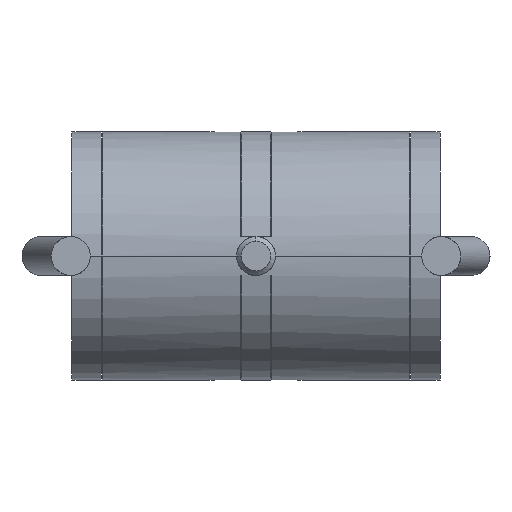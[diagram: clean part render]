
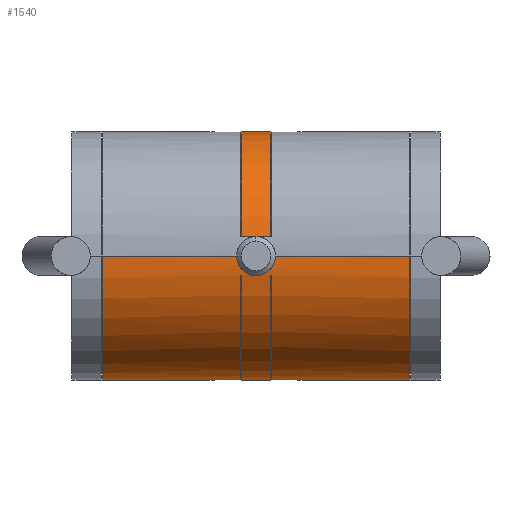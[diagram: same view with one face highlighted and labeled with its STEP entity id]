
A CAD part, left-side view. The second image highlights one B-rep face of the part: STEP entity #1540.
In plain terms, the highlighted cylindrical face has radius 2.55 mm (diameter 5.1 mm), a partial arc.
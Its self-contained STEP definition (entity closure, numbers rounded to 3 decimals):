
#126=DIRECTION('',(0.,-1.,0.));
#127=VECTOR('',#126,2.75);
#128=CARTESIAN_POINT('',(-2.55,3.15,0.));
#129=LINE('',#128,#127);
#135=DIRECTION('',(0.,-1.,0.));
#136=VECTOR('',#135,2.825);
#137=CARTESIAN_POINT('',(2.55,3.15,0.));
#138=LINE('',#137,#136);
#139=DIRECTION('',(0.,-1.,0.));
#140=VECTOR('',#139,2.75);
#141=CARTESIAN_POINT('',(-2.55,-0.4,0.));
#142=LINE('',#141,#140);
#148=DIRECTION('',(0.,-1.,0.));
#149=VECTOR('',#148,2.825);
#150=CARTESIAN_POINT('',(2.55,-0.325,0.));
#151=LINE('',#150,#149);
#169=CARTESIAN_POINT('',(0.,0.325,0.));
#170=DIRECTION('',(0.,-1.,0.));
#171=DIRECTION('',(-0.988,0.,-0.157));
#172=AXIS2_PLACEMENT_3D('',#169,#170,#171);
#214=DIRECTION('',(0.,1.,0.));
#215=VECTOR('',#214,0.025);
#216=CARTESIAN_POINT('',(-2.518,0.3,-0.4));
#217=LINE('',#216,#215);
#222=DIRECTION('',(0.,-1.,0.));
#223=VECTOR('',#222,0.025);
#224=CARTESIAN_POINT('',(-2.518,-0.3,-0.4));
#225=LINE('',#224,#223);
#274=CARTESIAN_POINT('',(0.,-0.3,0.));
#275=DIRECTION('',(0.,-1.,0.));
#276=DIRECTION('',(-0.988,0.,-0.157));
#277=AXIS2_PLACEMENT_3D('',#274,#275,#276);
#279=DIRECTION('',(0.,-1.,0.));
#280=VECTOR('',#279,0.3);
#281=CARTESIAN_POINT('',(-2.518,0.,0.4));
#282=LINE('',#281,#280);
#283=DIRECTION('',(0.,1.,0.));
#284=VECTOR('',#283,0.3);
#285=CARTESIAN_POINT('',(-2.518,0.,0.4));
#286=LINE('',#285,#284);
#287=CARTESIAN_POINT('',(0.,0.3,0.));
#288=DIRECTION('',(0.,1.,0.));
#289=DIRECTION('',(-0.988,0.,0.157));
#290=AXIS2_PLACEMENT_3D('',#287,#288,#289);
#292=CARTESIAN_POINT('',(0.,3.15,0.));
#293=DIRECTION('',(0.,-1.,0.));
#294=DIRECTION('',(-1.,0.,0.));
#295=AXIS2_PLACEMENT_3D('',#292,#293,#294);
#297=CARTESIAN_POINT('',(-2.55,0.4,0.));
#298=CARTESIAN_POINT('',(-2.55,0.4,-0.022));
#299=CARTESIAN_POINT('',(-2.549,0.396,
-0.066));
#300=CARTESIAN_POINT('',(-2.547,0.38,
-0.13));
#301=CARTESIAN_POINT('',(-2.543,0.354,
-0.191));
#302=CARTESIAN_POINT('',(-2.538,0.317,
-0.247));
#303=CARTESIAN_POINT('',(-2.533,0.272,
-0.296));
#304=CARTESIAN_POINT('',(-2.528,0.219,
-0.337));
#305=CARTESIAN_POINT('',(-2.523,0.161,
-0.368));
#306=CARTESIAN_POINT('',(-2.52,0.098,
-0.39));
#307=CARTESIAN_POINT('',(-2.518,0.033,
-0.4));
#308=CARTESIAN_POINT('',(-2.518,-0.033,
-0.4));
#309=CARTESIAN_POINT('',(-2.52,-0.098,
-0.39));
#310=CARTESIAN_POINT('',(-2.523,-0.161,
-0.368));
#311=CARTESIAN_POINT('',(-2.528,-0.219,
-0.337));
#312=CARTESIAN_POINT('',(-2.533,-0.272,
-0.296));
#313=CARTESIAN_POINT('',(-2.538,-0.317,
-0.247));
#314=CARTESIAN_POINT('',(-2.543,-0.354,
-0.191));
#315=CARTESIAN_POINT('',(-2.547,-0.38,
-0.13));
#316=CARTESIAN_POINT('',(-2.549,-0.396,
-0.066));
#317=CARTESIAN_POINT('',(-2.55,-0.4,-0.022));
#318=CARTESIAN_POINT('',(-2.55,-0.4,0.));
#320=CARTESIAN_POINT('',(0.,-0.325,0.));
#321=DIRECTION('',(0.,-1.,0.));
#322=DIRECTION('',(-0.988,0.,-0.157));
#323=AXIS2_PLACEMENT_3D('',#320,#321,#322);
#754=CARTESIAN_POINT('',(0.,-3.15,0.));
#755=DIRECTION('',(0.,-1.,0.));
#756=DIRECTION('',(-1.,0.,0.));
#757=AXIS2_PLACEMENT_3D('',#754,#755,#756);
#1028=CARTESIAN_POINT('',(2.55,-0.325,0.));
#1029=CARTESIAN_POINT('',(2.55,-3.15,0.));
#1030=VERTEX_POINT('',#1028);
#1031=VERTEX_POINT('',#1029);
#1048=CARTESIAN_POINT('',(2.55,3.15,0.));
#1049=CARTESIAN_POINT('',(2.55,0.325,0.));
#1050=VERTEX_POINT('',#1048);
#1051=VERTEX_POINT('',#1049);
#1060=CARTESIAN_POINT('',(-2.55,3.15,0.));
#1061=VERTEX_POINT('',#1060);
#1062=CARTESIAN_POINT('',(-2.55,-3.15,0.));
#1063=VERTEX_POINT('',#1062);
#1113=CARTESIAN_POINT('',(-2.518,0.3,0.4));
#1115=VERTEX_POINT('',#1113);
#1117=CARTESIAN_POINT('',(-2.518,0.,0.4));
#1118=VERTEX_POINT('',#1117);
#1119=CARTESIAN_POINT('',(-2.518,0.3,-0.4));
#1120=CARTESIAN_POINT('',(-2.518,0.325,-0.4));
#1121=VERTEX_POINT('',#1119);
#1122=VERTEX_POINT('',#1120);
#1123=CARTESIAN_POINT('',(-2.518,-0.3,-0.4));
#1124=CARTESIAN_POINT('',(-2.518,-0.325,-0.4));
#1125=VERTEX_POINT('',#1123);
#1126=VERTEX_POINT('',#1124);
#1127=CARTESIAN_POINT('',(-2.518,-0.3,0.4));
#1128=VERTEX_POINT('',#1127);
#1135=CARTESIAN_POINT('',(-2.55,-0.4,0.));
#1136=VERTEX_POINT('',#1135);
#1137=CARTESIAN_POINT('',(-2.55,0.4,0.));
#1138=VERTEX_POINT('',#1137);
#1513=CARTESIAN_POINT('',(0.,0.,0.));
#1514=DIRECTION('',(0.,-1.,0.));
#1515=DIRECTION('',(-1.,0.,0.));
#1516=AXIS2_PLACEMENT_3D('',#1513,#1514,#1515);
#1517=CYLINDRICAL_SURFACE('',#1516,2.55);
#1518=ORIENTED_EDGE('',*,*,#1464,.F.);
#1520=ORIENTED_EDGE('',*,*,#1519,.T.);
#1521=ORIENTED_EDGE('',*,*,#1362,.F.);
#1522=ORIENTED_EDGE('',*,*,#1340,.T.);
#1524=ORIENTED_EDGE('',*,*,#1523,.T.);
#1525=ORIENTED_EDGE('',*,*,#1449,.T.);
#1526=ORIENTED_EDGE('',*,*,#1385,.T.);
#1527=ORIENTED_EDGE('',*,*,#1348,.F.);
#1529=ORIENTED_EDGE('',*,*,#1528,.F.);
#1530=ORIENTED_EDGE('',*,*,#1344,.T.);
#1532=ORIENTED_EDGE('',*,*,#1531,.T.);
#1533=ORIENTED_EDGE('',*,*,#1358,.T.);
#1535=ORIENTED_EDGE('',*,*,#1534,.T.);
#1536=ORIENTED_EDGE('',*,*,#1367,.F.);
#1537=ORIENTED_EDGE('',*,*,#1431,.F.);
#1538=EDGE_LOOP('',(#1518,#1520,#1521,#1522,#1524,#1525,#1526,#1527,#1529,#1530,
#1532,#1533,#1535,#1536,#1537));
#1539=FACE_OUTER_BOUND('',#1538,.F.);
#173=CIRCLE('',#172,2.55);
#278=CIRCLE('',#277,2.55);
#291=CIRCLE('',#290,2.55);
#296=CIRCLE('',#295,2.55);
#319=B_SPLINE_CURVE_WITH_KNOTS('',3,(#297,#298,#299,#300,#301,#302,#303,#304,
#305,#306,#307,#308,#309,#310,#311,#312,#313,#314,#315,#316,#317,#318),
.UNSPECIFIED.,.F.,.F.,(4,1,1,1,1,1,1,1,1,1,1,1,1,1,1,1,1,1,1,4),(0.,
0.053,0.105,0.158,0.211,
0.263,0.316,0.368,0.421,
0.474,0.526,0.579,0.632,
0.684,0.737,0.789,0.842,
0.895,0.947,1.),.UNSPECIFIED.);
#324=CIRCLE('',#323,2.55);
#758=CIRCLE('',#757,2.55);
#1340=EDGE_CURVE('',#1118,#1115,#286,.T.);
#1344=EDGE_CURVE('',#1061,#1138,#129,.T.);
#1348=EDGE_CURVE('',#1050,#1051,#138,.T.);
#1358=EDGE_CURVE('',#1136,#1063,#142,.T.);
#1362=EDGE_CURVE('',#1118,#1128,#282,.T.);
#1367=EDGE_CURVE('',#1030,#1031,#151,.T.);
#1385=EDGE_CURVE('',#1122,#1051,#173,.T.);
#1431=EDGE_CURVE('',#1126,#1030,#324,.T.);
#1449=EDGE_CURVE('',#1121,#1122,#217,.T.);
#1464=EDGE_CURVE('',#1125,#1126,#225,.T.);
#1519=EDGE_CURVE('',#1125,#1128,#278,.T.);
#1523=EDGE_CURVE('',#1115,#1121,#291,.T.);
#1528=EDGE_CURVE('',#1061,#1050,#296,.T.);
#1531=EDGE_CURVE('',#1138,#1136,#319,.T.);
#1534=EDGE_CURVE('',#1063,#1031,#758,.T.);
#1540=ADVANCED_FACE('',(#1539),#1517,.T.);
